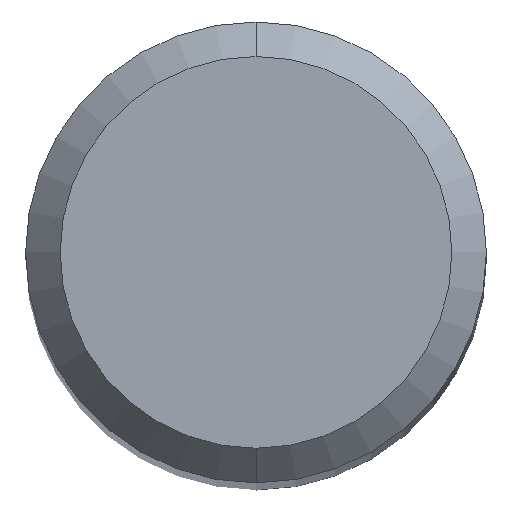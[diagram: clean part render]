
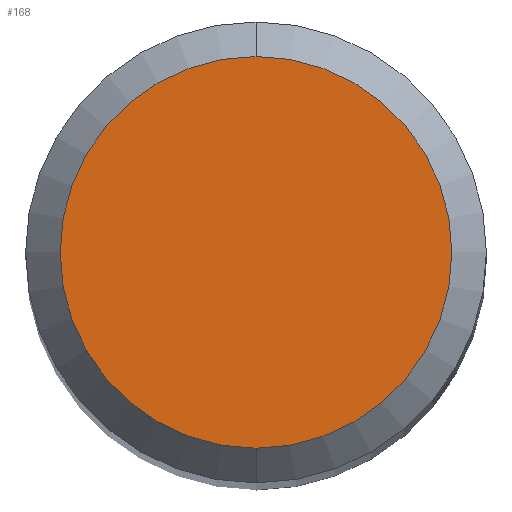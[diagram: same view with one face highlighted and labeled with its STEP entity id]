
A CAD part, top view. The second image highlights one B-rep face of the part: STEP entity #168.
In plain terms, the highlighted planar face has unit normal (0, 0, 1).
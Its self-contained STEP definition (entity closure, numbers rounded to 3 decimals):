
#106=EDGE_CURVE('',#216,#108,#271,.T.);
#108=VERTEX_POINT('',#273);
#118=EDGE_CURVE('',#108,#216,#283,.T.);
#168=ADVANCED_FACE('',(#342),#343,.T.);
#216=VERTEX_POINT('',#395);
#271=CIRCLE('',#448,1.7);
#273=CARTESIAN_POINT('',(0.,-1.7,0.0));
#283=CIRCLE('',#463,1.7);
#342=FACE_OUTER_BOUND('',#533,.T.);
#343=PLANE('',#534);
#395=CARTESIAN_POINT('',(0.0,1.7,0.0));
#448=AXIS2_PLACEMENT_3D('',#653,#654,#655);
#463=AXIS2_PLACEMENT_3D('',#662,#663,#664);
#533=EDGE_LOOP('',(#756,#757));
#534=AXIS2_PLACEMENT_3D('',#758,#759,#760);
#653=CARTESIAN_POINT('',(0.0,0.0,0.0));
#654=DIRECTION('',(0.0,0.0,-1.0));
#655=DIRECTION('',(0.0,1.0,0.0));
#662=CARTESIAN_POINT('',(0.0,0.0,0.0));
#663=DIRECTION('',(0.0,0.0,-1.0));
#664=DIRECTION('',(0.0,1.0,0.0));
#756=ORIENTED_EDGE('',*,*,#106,.F.);
#757=ORIENTED_EDGE('',*,*,#118,.F.);
#758=CARTESIAN_POINT('',(0.0,0.85,0.0));
#759=DIRECTION('',(-0.0,0.0,1.0));
#760=DIRECTION('',(0.0,-1.0,0.0));
